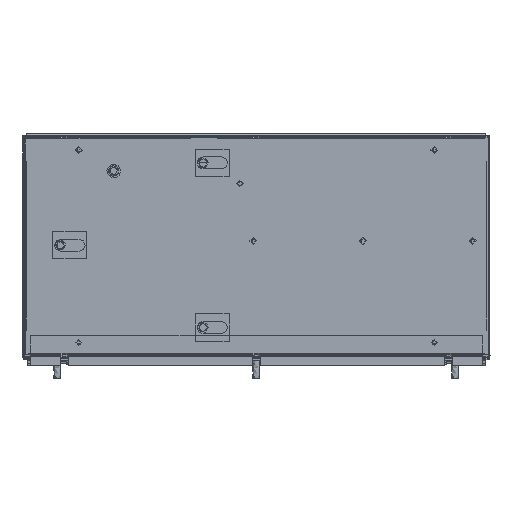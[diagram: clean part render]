
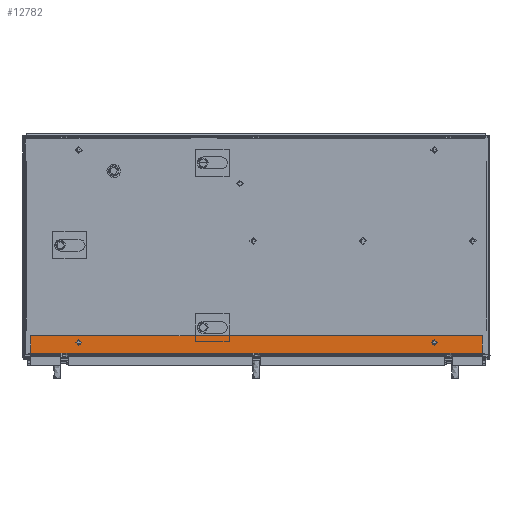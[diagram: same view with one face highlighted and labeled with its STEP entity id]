
A CAD part, front view. The second image highlights one B-rep face of the part: STEP entity #12782.
In plain terms, the highlighted free-form (B-spline) face has degree [1, 1] with [2, 2] control points.
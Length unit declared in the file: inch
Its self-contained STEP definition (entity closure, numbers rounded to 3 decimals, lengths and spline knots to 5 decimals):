
#11596=CARTESIAN_POINT('V414',(2.28584,-30.6351,
   0.152));
#11597=VERTEX_POINT('V414',#11596);
#11655=CARTESIAN_POINT('V417',(-14.18616,
   -30.6351,0.152));
#11656=VERTEX_POINT('V417',#11655);
#11692=CARTESIAN_POINT('E652',(-14.18616,
   -30.6351,0.152));
#11693=CARTESIAN_POINT('E652',(2.28584,-30.6351,
   0.152));
#11694=QUASI_UNIFORM_CURVE('E652',1,(#11692,#11693),.POLYLINE_FORM.,
   .F.,.U.);
#11695=EDGE_CURVE('E652',#11656,#11597,#11694,.T.);
#12544=CARTESIAN_POINT('V418',(0.64484,-30.6351,
   0.544));
#12545=VERTEX_POINT('V418',#12544);
#12551=CARTESIAN_POINT('E653',(0.64484,-30.6351,
   0.544));
#12552=CARTESIAN_POINT('E653',(0.64484,-30.6351,
   0.35521));
#12553=CARTESIAN_POINT('E653',(0.48134,-30.6351,
   0.44961));
#12554=CARTESIAN_POINT('E653',(0.31784,-30.6351,
   0.544));
#12555=CARTESIAN_POINT('E653',(0.48134,-30.6351,
   0.6384));
#12556=CARTESIAN_POINT('E653',(0.64484,-30.6351,
   0.7328));
#12557=CARTESIAN_POINT('E653',(0.64484,-30.6351,
   0.544));
#12565=(BOUNDED_CURVE()B_SPLINE_CURVE(2,(#12551,#12552,#12553,
   #12554,#12555,#12556,#12557),.CIRCULAR_ARC.,.T.,.U.)
   B_SPLINE_CURVE_WITH_KNOTS((3,2,2,3),(0.0,0.33333,
   0.66667,1.0),.UNSPECIFIED.)CURVE()
   GEOMETRIC_REPRESENTATION_ITEM()RATIONAL_B_SPLINE_CURVE((1.0,
   0.5,1.0,0.5,1.0,0.5,1.0)
   )REPRESENTATION_ITEM('E653'));
#12566=EDGE_CURVE('E653',#12545,#12545,#12565,.T.);
#12613=CARTESIAN_POINT('V419',(-12.32716,
   -30.6351,0.544));
#12614=VERTEX_POINT('V419',#12613);
#12620=CARTESIAN_POINT('E654',(-12.32716,
   -30.6351,0.544));
#12621=CARTESIAN_POINT('E654',(-12.32716,
   -30.6351,0.35521));
#12622=CARTESIAN_POINT('E654',(-12.49066,
   -30.6351,0.44961));
#12623=CARTESIAN_POINT('E654',(-12.65416,
   -30.6351,0.544));
#12624=CARTESIAN_POINT('E654',(-12.49066,
   -30.6351,0.6384));
#12625=CARTESIAN_POINT('E654',(-12.32716,
   -30.6351,0.7328));
#12626=CARTESIAN_POINT('E654',(-12.32716,
   -30.6351,0.544));
#12634=(BOUNDED_CURVE()B_SPLINE_CURVE(2,(#12620,#12621,#12622,
   #12623,#12624,#12625,#12626),.CIRCULAR_ARC.,.T.,.U.)
   B_SPLINE_CURVE_WITH_KNOTS((3,2,2,3),(0.0,0.33333,
   0.66667,1.0),.UNSPECIFIED.)CURVE()
   GEOMETRIC_REPRESENTATION_ITEM()RATIONAL_B_SPLINE_CURVE((1.0,
   0.5,1.0,0.5,1.0,0.5,1.0)
   )REPRESENTATION_ITEM('E654'));
#12635=EDGE_CURVE('E654',#12614,#12614,#12634,.T.);
#12654=CARTESIAN_POINT('V416',(-14.18616,
   -30.6351,0.792));
#12655=VERTEX_POINT('V416',#12654);
#12656=CARTESIAN_POINT('E651',(-14.18616,
   -30.6351,0.792));
#12657=CARTESIAN_POINT('E651',(-14.18616,
   -30.6351,0.152));
#12658=QUASI_UNIFORM_CURVE('E651',1,(#12656,#12657),.POLYLINE_FORM.,
   .F.,.U.);
#12659=EDGE_CURVE('E651',#12655,#11656,#12658,.T.);
#12682=CARTESIAN_POINT('V415',(2.28584,-30.6351,
   0.792));
#12683=VERTEX_POINT('V415',#12682);
#12684=CARTESIAN_POINT('E650',(2.28584,-30.6351,
   0.792));
#12685=CARTESIAN_POINT('E650',(-14.18616,
   -30.6351,0.792));
#12686=QUASI_UNIFORM_CURVE('E650',1,(#12684,#12685),.POLYLINE_FORM.,
   .F.,.U.);
#12687=EDGE_CURVE('E650',#12683,#12655,#12686,.T.);
#12708=CARTESIAN_POINT('E649',(2.28584,-30.6351,
   0.152));
#12709=CARTESIAN_POINT('E649',(2.28584,-30.6351,
   0.792));
#12710=QUASI_UNIFORM_CURVE('E649',1,(#12708,#12709),.POLYLINE_FORM.,
   .F.,.U.);
#12711=EDGE_CURVE('E649',#11597,#12683,#12710,.T.);
#12765=CARTESIAN_POINT('F318',(-14.18734,
   -30.6351,0.15082));
#12766=CARTESIAN_POINT('F318',(2.28702,-30.6351,
   0.15082));
#12767=CARTESIAN_POINT('F318',(-14.18734,
   -30.6351,0.79318));
#12768=CARTESIAN_POINT('F318',(2.28702,-30.6351,
   0.79318));
#12769=B_SPLINE_SURFACE_WITH_KNOTS('F318',1,1,((#12765,#12767),(
   #12766,#12768)),.PLANE_SURF.,.F.,.F.,.U.,(2,2),(2,2),(0.0,
   25.64653),(0.0,1.0),.UNSPECIFIED.);
#12770=ORIENTED_EDGE('E649',*,*,#12711,.T.);
#12771=ORIENTED_EDGE('E650',*,*,#12687,.T.);
#12772=ORIENTED_EDGE('E651',*,*,#12659,.T.);
#12773=ORIENTED_EDGE('E652',*,*,#11695,.T.);
#12774=EDGE_LOOP('F318',(#12770,#12771,#12772,#12773));
#12775=FACE_OUTER_BOUND('F318',#12774,.T.);
#12776=ORIENTED_EDGE('E654',*,*,#12635,.T.);
#12777=EDGE_LOOP('F318',(#12776));
#12778=FACE_BOUND('F318',#12777,.T.);
#12779=ORIENTED_EDGE('E653',*,*,#12566,.T.);
#12780=EDGE_LOOP('F318',(#12779));
#12781=FACE_BOUND('F318',#12780,.T.);
#12782=ADVANCED_FACE('F318',(#12775,#12778,#12781),#12769,.T.);
